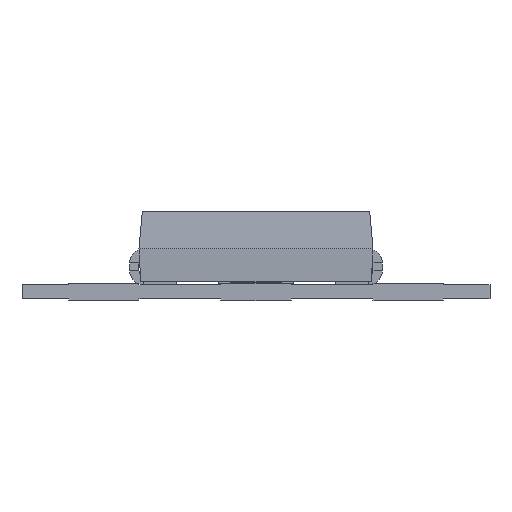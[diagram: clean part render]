
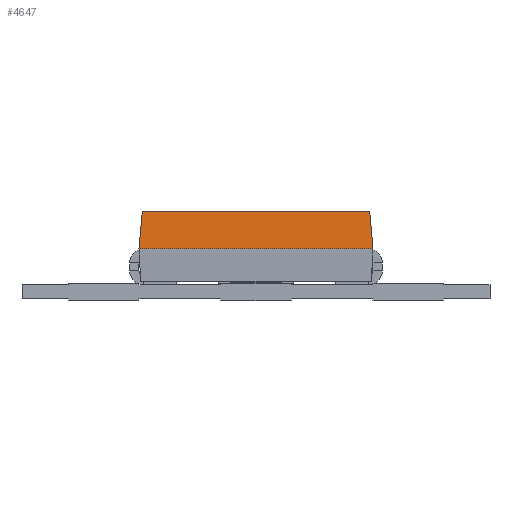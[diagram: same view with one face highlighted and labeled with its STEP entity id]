
A CAD part, front view. The second image highlights one B-rep face of the part: STEP entity #4647.
In plain terms, the highlighted planar face has unit normal (0, -0.996, 0.087).
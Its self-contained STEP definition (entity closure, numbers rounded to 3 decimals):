
#139 = DIRECTION ( 'NONE',  ( 1., 0., 0. ) ) ;
#298 = DIRECTION ( 'NONE',  ( 0.087, -0.087, -0.992 ) ) ;
#609 = ORIENTED_EDGE ( 'NONE', *, *, #2357, .F. ) ;
#745 = ORIENTED_EDGE ( 'NONE', *, *, #3971, .F. ) ;
#995 = EDGE_LOOP ( 'NONE', ( #2408, #745, #609, #1886 ) ) ;
#1112 = LINE ( 'NONE', #1423, #8395 ) ;
#1398 = LINE ( 'NONE', #1626, #7613 ) ;
#1423 = CARTESIAN_POINT ( 'NONE',  ( 2.5, -2.43, 0.8 ) ) ;
#1579 = VERTEX_POINT ( 'NONE', #4079 ) ;
#1626 = CARTESIAN_POINT ( 'NONE',  ( -2.462, -2.462, 0.431 ) ) ;
#1886 = ORIENTED_EDGE ( 'NONE', *, *, #4333, .T. ) ;
#1898 = AXIS2_PLACEMENT_3D ( 'NONE', #1935, #7285, #8745 ) ;
#1935 = CARTESIAN_POINT ( 'NONE',  ( 2.5, -2.5, 0. ) ) ;
#2176 = FACE_OUTER_BOUND ( 'NONE', #995, .T. ) ;
#2357 = EDGE_CURVE ( 'NONE', #5616, #1579, #1112, .T. ) ;
#2408 = ORIENTED_EDGE ( 'NONE', *, *, #7916, .T. ) ;
#3061 = CARTESIAN_POINT ( 'NONE',  ( -2.43, -2.43, 0.8 ) ) ;
#3168 = CARTESIAN_POINT ( 'NONE',  ( -2.5, -2.5, 0. ) ) ;
#3837 = CARTESIAN_POINT ( 'NONE',  ( -2.5, -2.5, 0. ) ) ;
#3971 = EDGE_CURVE ( 'NONE', #1579, #7276, #7839, .T. ) ;
#4022 = VECTOR ( 'NONE', #298, 1000. ) ;
#4044 = CARTESIAN_POINT ( 'NONE',  ( 2.5, -2.5, 0. ) ) ;
#4079 = CARTESIAN_POINT ( 'NONE',  ( 2.43, -2.43, 0.8 ) ) ;
#4333 = EDGE_CURVE ( 'NONE', #5616, #7809, #1398, .T. ) ;
#4478 = DIRECTION ( 'NONE',  ( -0.087, -0.087, -0.992 ) ) ;
#4647 = ADVANCED_FACE ( 'NONE', ( #2176 ), #4941, .T. ) ;
#4941 = PLANE ( 'NONE',  #1898 ) ;
#4986 = LINE ( 'NONE', #3168, #7485 ) ;
#5209 = CARTESIAN_POINT ( 'NONE',  ( 2.5, -2.5, 0. ) ) ;
#5616 = VERTEX_POINT ( 'NONE', #3061 ) ;
#7276 = VERTEX_POINT ( 'NONE', #5209 ) ;
#7285 = DIRECTION ( 'NONE',  ( 0., -0.996, 0.087 ) ) ;
#7485 = VECTOR ( 'NONE', #139, 1000. ) ;
#7571 = DIRECTION ( 'NONE',  ( 1., 0., 0. ) ) ;
#7613 = VECTOR ( 'NONE', #4478, 1000. ) ;
#7809 = VERTEX_POINT ( 'NONE', #3837 ) ;
#7839 = LINE ( 'NONE', #4044, #4022 ) ;
#7916 = EDGE_CURVE ( 'NONE', #7809, #7276, #4986, .T. ) ;
#8395 = VECTOR ( 'NONE', #7571, 1000. ) ;
#8745 = DIRECTION ( 'NONE',  ( -1., 0., 0. ) ) ;
